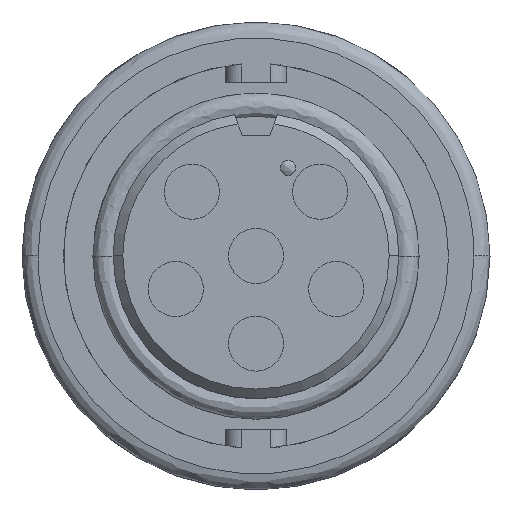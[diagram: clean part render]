
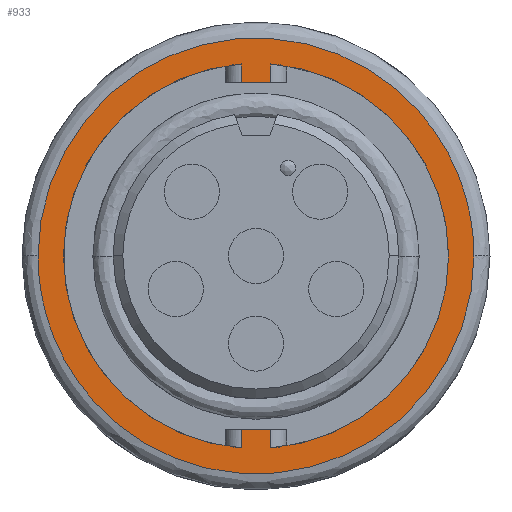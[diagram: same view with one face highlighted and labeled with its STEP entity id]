
A CAD part, top view. The second image highlights one B-rep face of the part: STEP entity #933.
In plain terms, the highlighted planar face has unit normal (0, 0, 1).
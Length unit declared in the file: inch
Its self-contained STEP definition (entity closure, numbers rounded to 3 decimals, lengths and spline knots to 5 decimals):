
#234 = VECTOR ( 'NONE', #10375, 39.37008 ) ;
#273 = ORIENTED_EDGE ( 'NONE', *, *, #3845, .T. ) ;
#715 = LINE ( 'NONE', #14985, #234 ) ;
#933 = ADVANCED_FACE ( 'NONE', ( #19255, #3386 ), #2901, .T. ) ;
#1141 = VECTOR ( 'NONE', #5099, 39.37008 ) ;
#1188 = CARTESIAN_POINT ( 'NONE',  ( -0.0275, 0.35895, -0.08324 ) ) ;
#1217 = EDGE_LOOP ( 'NONE', ( #5062, #19175, #273, #11137, #8492, #16514, #5212, #6862, #7376 ) ) ;
#1421 = CARTESIAN_POINT ( 'NONE',  ( 0., 0., -0.08324 ) ) ;
#1573 = CARTESIAN_POINT ( 'NONE',  ( 0., 0., -0.08324 ) ) ;
#1887 = EDGE_CURVE ( 'NONE', #12266, #17554, #715, .T. ) ;
#2159 = VECTOR ( 'NONE', #5172, 39.37008 ) ;
#2520 = CARTESIAN_POINT ( 'NONE',  ( -0.0275, 0., -0.08324 ) ) ;
#2669 = EDGE_CURVE ( 'NONE', #17554, #16268, #13876, .T. ) ;
#2821 = EDGE_CURVE ( 'NONE', #18596, #13340, #4776, .T. ) ;
#2901 = PLANE ( 'NONE',  #7533 ) ;
#2965 = DIRECTION ( 'NONE',  ( 1., 0., 0. ) ) ;
#3105 = DIRECTION ( 'NONE',  ( 1., 0., 0. ) ) ;
#3386 = FACE_BOUND ( 'NONE', #1217, .T. ) ;
#3442 = CARTESIAN_POINT ( 'NONE',  ( 0.0275, 0.325, -0.08324 ) ) ;
#3525 = CARTESIAN_POINT ( 'NONE',  ( -0.0275, -0.325, -0.08324 ) ) ;
#3845 = EDGE_CURVE ( 'NONE', #18060, #18596, #8378, .T. ) ;
#3994 = EDGE_CURVE ( 'NONE', #12266, #13340, #10518, .T. ) ;
#4037 = CARTESIAN_POINT ( 'NONE',  ( 0.4075, 0., -0.08324 ) ) ;
#4045 = EDGE_CURVE ( 'NONE', #12563, #18060, #10066, .T. ) ;
#4103 = EDGE_CURVE ( 'NONE', #16268, #8366, #9579, .T. ) ;
#4445 = DIRECTION ( 'NONE',  ( 0., 0., 1. ) ) ;
#4757 = EDGE_CURVE ( 'NONE', #19429, #12563, #13370, .T. ) ;
#4776 = LINE ( 'NONE', #7940, #2159 ) ;
#5062 = ORIENTED_EDGE ( 'NONE', *, *, #4757, .T. ) ;
#5098 = CARTESIAN_POINT ( 'NONE',  ( -0.0275, 0.325, -0.08324 ) ) ;
#5099 = DIRECTION ( 'NONE',  ( 0., 1., 0. ) ) ;
#5172 = DIRECTION ( 'NONE',  ( 0., 1., 0. ) ) ;
#5212 = ORIENTED_EDGE ( 'NONE', *, *, #2669, .T. ) ;
#5479 = VECTOR ( 'NONE', #7147, 39.37008 ) ;
#5602 = CARTESIAN_POINT ( 'NONE',  ( 0.4075, 0.815, -0.08324 ) ) ;
#5783 = EDGE_CURVE ( 'NONE', #19429, #8366, #8339, .T. ) ;
#5796 = CARTESIAN_POINT ( 'NONE',  ( -0.4075, 0., -0.08324 ) ) ;
#6252 = AXIS2_PLACEMENT_3D ( 'NONE', #1421, #12139, #2965 ) ;
#6443 = VECTOR ( 'NONE', #8295, 39.37008 ) ;
#6627 =( BOUNDED_CURVE ( )  B_SPLINE_CURVE ( 3, ( #13234, #14721, #5602, #16343 ),
 .UNSPECIFIED., .F., .T. ) 
 B_SPLINE_CURVE_WITH_KNOTS ( ( 4, 4 ),
 ( 0., 1. ),
 .UNSPECIFIED. ) 
 CURVE ( )  GEOMETRIC_REPRESENTATION_ITEM ( )  RATIONAL_B_SPLINE_CURVE ( ( 1., 0.333, 0.333, 1. ) ) 
 REPRESENTATION_ITEM ( '' )  );
#6862 = ORIENTED_EDGE ( 'NONE', *, *, #4103, .T. ) ;
#7060 = CARTESIAN_POINT ( 'NONE',  ( -0.4075, -0.815, -0.08324 ) ) ;
#7147 = DIRECTION ( 'NONE',  ( 0., -1., 0. ) ) ;
#7376 = ORIENTED_EDGE ( 'NONE', *, *, #5783, .F. ) ;
#7437 = AXIS2_PLACEMENT_3D ( 'NONE', #8505, #19241, #10038 ) ;
#7533 = AXIS2_PLACEMENT_3D ( 'NONE', #13611, #4445, #15171 ) ;
#7940 = CARTESIAN_POINT ( 'NONE',  ( 0.0275, 0., -0.08324 ) ) ;
#8260 = CARTESIAN_POINT ( 'NONE',  ( -0.0275, -0.325, -0.08324 ) ) ;
#8295 = DIRECTION ( 'NONE',  ( 1., 0., 0. ) ) ;
#8339 = LINE ( 'NONE', #18259, #16008 ) ;
#8366 = VERTEX_POINT ( 'NONE', #5098 ) ;
#8378 = CIRCLE ( 'NONE', #10896, 0.36 ) ;
#8492 = ORIENTED_EDGE ( 'NONE', *, *, #3994, .F. ) ;
#8505 = CARTESIAN_POINT ( 'NONE',  ( 0., 0., -0.08324 ) ) ;
#8534 = CARTESIAN_POINT ( 'NONE',  ( 0.0275, -0.325, -0.08324 ) ) ;
#9046 = DIRECTION ( 'NONE',  ( -1., 0., 0. ) ) ;
#9579 = LINE ( 'NONE', #2520, #5479 ) ;
#9693 = CARTESIAN_POINT ( 'NONE',  ( 0.0275, 0., -0.08324 ) ) ;
#10038 = DIRECTION ( 'NONE',  ( 1., 0., 0. ) ) ;
#10066 = CIRCLE ( 'NONE', #7437, 0.36 ) ;
#10375 = DIRECTION ( 'NONE',  ( 0., -1., 0. ) ) ;
#10518 = LINE ( 'NONE', #3525, #6443 ) ;
#10896 = AXIS2_PLACEMENT_3D ( 'NONE', #1573, #12288, #3105 ) ;
#11137 = ORIENTED_EDGE ( 'NONE', *, *, #2821, .T. ) ;
#11571 = CARTESIAN_POINT ( 'NONE',  ( 0.0275, 0.35895, -0.08324 ) ) ;
#11811 = VERTEX_POINT ( 'NONE', #5796 ) ;
#12048 = EDGE_LOOP ( 'NONE', ( #16610, #19473 ) ) ;
#12139 = DIRECTION ( 'NONE',  ( 0., 0., -1. ) ) ;
#12266 = VERTEX_POINT ( 'NONE', #8260 ) ;
#12288 = DIRECTION ( 'NONE',  ( 0., 0., -1. ) ) ;
#12563 = VERTEX_POINT ( 'NONE', #11571 ) ;
#13017 = VERTEX_POINT ( 'NONE', #4037 ) ;
#13234 = CARTESIAN_POINT ( 'NONE',  ( -0.4075, 0., -0.08324 ) ) ;
#13340 = VERTEX_POINT ( 'NONE', #8534 ) ;
#13356 = EDGE_CURVE ( 'NONE', #13017, #11811, #14300, .T. ) ;
#13370 = LINE ( 'NONE', #9693, #1141 ) ;
#13611 = CARTESIAN_POINT ( 'NONE',  ( 0., 0., -0.08324 ) ) ;
#13876 = CIRCLE ( 'NONE', #6252, 0.36 ) ;
#14300 =( BOUNDED_CURVE ( )  B_SPLINE_CURVE ( 3, ( #14679, #16237, #7060, #17795 ),
 .UNSPECIFIED., .F., .F. ) 
 B_SPLINE_CURVE_WITH_KNOTS ( ( 4, 4 ),
 ( 0., 1. ),
 .UNSPECIFIED. ) 
 CURVE ( )  GEOMETRIC_REPRESENTATION_ITEM ( )  RATIONAL_B_SPLINE_CURVE ( ( 1., 0.333, 0.333, 1. ) ) 
 REPRESENTATION_ITEM ( '' )  );
#14420 = CARTESIAN_POINT ( 'NONE',  ( 0.0275, -0.35895, -0.08324 ) ) ;
#14679 = CARTESIAN_POINT ( 'NONE',  ( 0.4075, 0., -0.08324 ) ) ;
#14721 = CARTESIAN_POINT ( 'NONE',  ( -0.4075, 0.815, -0.08324 ) ) ;
#14985 = CARTESIAN_POINT ( 'NONE',  ( -0.0275, 0., -0.08324 ) ) ;
#15171 = DIRECTION ( 'NONE',  ( 1., 0., 0. ) ) ;
#16008 = VECTOR ( 'NONE', #9046, 39.37008 ) ;
#16237 = CARTESIAN_POINT ( 'NONE',  ( 0.4075, -0.815, -0.08324 ) ) ;
#16268 = VERTEX_POINT ( 'NONE', #1188 ) ;
#16343 = CARTESIAN_POINT ( 'NONE',  ( 0.4075, 0., -0.08324 ) ) ;
#16514 = ORIENTED_EDGE ( 'NONE', *, *, #1887, .T. ) ;
#16610 = ORIENTED_EDGE ( 'NONE', *, *, #19131, .F. ) ;
#17554 = VERTEX_POINT ( 'NONE', #18092 ) ;
#17795 = CARTESIAN_POINT ( 'NONE',  ( -0.4075, 0., -0.08324 ) ) ;
#18060 = VERTEX_POINT ( 'NONE', #18441 ) ;
#18092 = CARTESIAN_POINT ( 'NONE',  ( -0.0275, -0.35895, -0.08324 ) ) ;
#18259 = CARTESIAN_POINT ( 'NONE',  ( 0.0275, 0.325, -0.08324 ) ) ;
#18441 = CARTESIAN_POINT ( 'NONE',  ( 0.36, 0., -0.08324 ) ) ;
#18596 = VERTEX_POINT ( 'NONE', #14420 ) ;
#19131 = EDGE_CURVE ( 'NONE', #11811, #13017, #6627, .T. ) ;
#19175 = ORIENTED_EDGE ( 'NONE', *, *, #4045, .T. ) ;
#19241 = DIRECTION ( 'NONE',  ( 0., 0., -1. ) ) ;
#19255 = FACE_OUTER_BOUND ( 'NONE', #12048, .T. ) ;
#19429 = VERTEX_POINT ( 'NONE', #3442 ) ;
#19473 = ORIENTED_EDGE ( 'NONE', *, *, #13356, .F. ) ;
